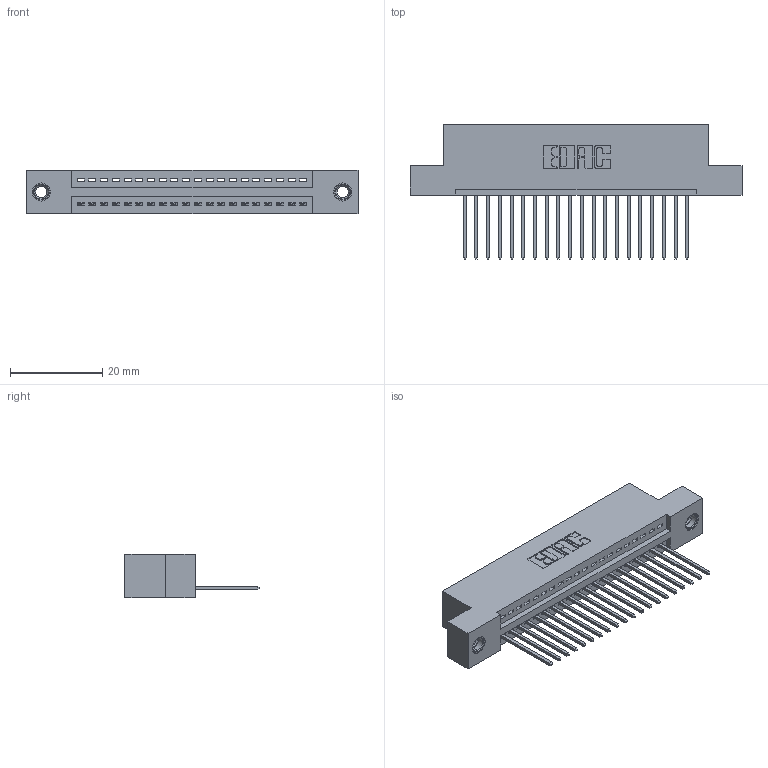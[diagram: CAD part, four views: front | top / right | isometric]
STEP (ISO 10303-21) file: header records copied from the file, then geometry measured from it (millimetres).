
FILE_DESCRIPTION (( 'STEP AP203' ), '1' );
FILE_NAME ('395-020-540-107.STEP', '2019-10-17T18:44:48', ( '' ), ( '' ), 'SwSTEP 2.0', 'SolidWorks 2016', '' );
FILE_SCHEMA (( 'CONFIG_CONTROL_DESIGN' ));
Length unit declared in the file: inch
Products named in the file (4): 345-250-001_345-250-005-103; 395-020-540-107; 345 Part_Flush Mounting Lugs - 0.156 Dia-TI; 345-292-001_345-293-140
Assembly tree (23 placements, depth 2):
  395-020-540-107
    345 Part_Flush Mounting Lugs - 0.156 Dia-TI
    345-292-001_345-293-140  x20
    345-250-001_345-250-005-103  x2
Bounding box: 72.01 x 29.13 x 9.4 mm (x, y, z)
Volume: 6672.8 mm3; surface area: 8796 mm2
Topology: 23 solids, 23 shells, 1346 faces, 3997 edges, 2630 vertices
Faces by surface type: plane 912, cylinder 418, cone 12, torus 4
Entity records: 19218 total; most frequent: CARTESIAN_POINT 3311, ORIENTED_EDGE 3258, DIRECTION 2951, EDGE_CURVE 1629, VECTOR 1397, LINE 1397, VERTEX_POINT 1080, AXIS2_PLACEMENT_3D 777
